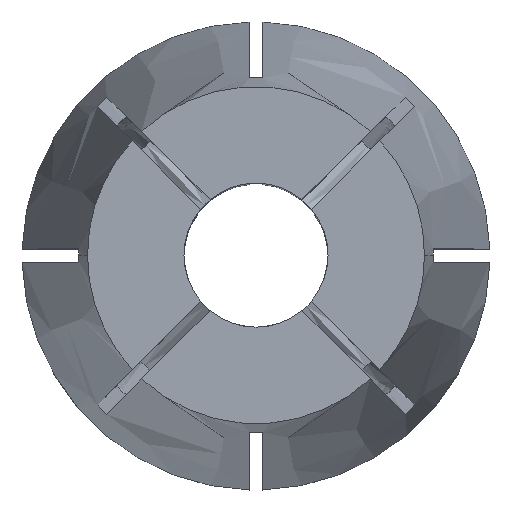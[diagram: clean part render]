
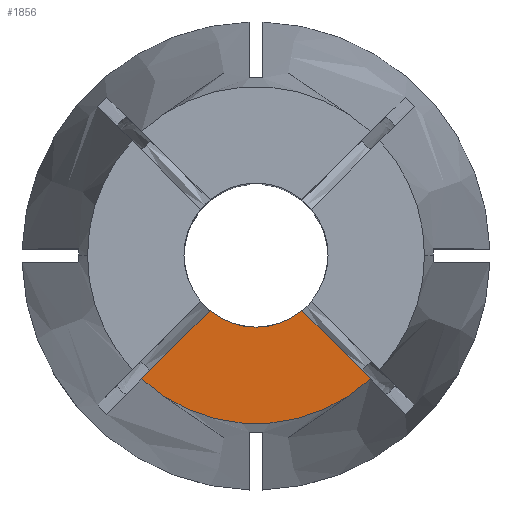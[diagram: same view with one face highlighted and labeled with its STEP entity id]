
A CAD part, top view. The second image highlights one B-rep face of the part: STEP entity #1856.
In plain terms, the highlighted planar face has unit normal (0, 0, 1).
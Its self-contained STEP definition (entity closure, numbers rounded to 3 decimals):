
#353 = DIRECTION ( 'NONE',  ( 0., 0., 1. ) ) ;
#366 = VERTEX_POINT ( 'NONE', #2197 ) ;
#531 = CARTESIAN_POINT ( 'NONE',  ( 0., 0., 0. ) ) ;
#534 = VERTEX_POINT ( 'NONE', #1977 ) ;
#627 = CARTESIAN_POINT ( 'NONE',  ( -2.551, -3.081, 0. ) ) ;
#698 = CIRCLE ( 'NONE', #1589, 9.36 ) ;
#985 = AXIS2_PLACEMENT_3D ( 'NONE', #531, #353, #1872 ) ;
#1074 = LINE ( 'NONE', #2212, #1148 ) ;
#1148 = VECTOR ( 'NONE', #2244, 1000. ) ;
#1328 = EDGE_LOOP ( 'NONE', ( #2650, #1788, #2844, #2715 ) ) ;
#1388 = CIRCLE ( 'NONE', #985, 4. ) ;
#1548 = CARTESIAN_POINT ( 'NONE',  ( 0., 0., 0. ) ) ;
#1589 = AXIS2_PLACEMENT_3D ( 'NONE', #2173, #2480, #2259 ) ;
#1645 = VERTEX_POINT ( 'NONE', #627 ) ;
#1769 = LINE ( 'NONE', #2859, #2022 ) ;
#1788 = ORIENTED_EDGE ( 'NONE', *, *, #2184, .T. ) ;
#1856 = ADVANCED_FACE ( 'NONE', ( #2196 ), #2285, .F. ) ;
#1872 = DIRECTION ( 'NONE',  ( 1., 0., 0. ) ) ;
#1971 = AXIS2_PLACEMENT_3D ( 'NONE', #1548, #2545, #2654 ) ;
#1977 = CARTESIAN_POINT ( 'NONE',  ( -6.348, -6.879, 0. ) ) ;
#2022 = VECTOR ( 'NONE', #2453, 1000. ) ;
#2071 = EDGE_CURVE ( 'NONE', #2380, #366, #1074, .T. ) ;
#2173 = CARTESIAN_POINT ( 'NONE',  ( 0., 0., 0. ) ) ;
#2184 = EDGE_CURVE ( 'NONE', #534, #2380, #698, .T. ) ;
#2196 = FACE_OUTER_BOUND ( 'NONE', #1328, .T. ) ;
#2197 = CARTESIAN_POINT ( 'NONE',  ( 2.551, -3.081, 0. ) ) ;
#2212 = CARTESIAN_POINT ( 'NONE',  ( -0.265, -0.265, 0. ) ) ;
#2244 = DIRECTION ( 'NONE',  ( -0.707, 0.707, 0. ) ) ;
#2259 = DIRECTION ( 'NONE',  ( 1., 0., 0. ) ) ;
#2285 = PLANE ( 'NONE',  #1971 ) ;
#2300 = EDGE_CURVE ( 'NONE', #534, #1645, #1769, .T. ) ;
#2380 = VERTEX_POINT ( 'NONE', #2551 ) ;
#2453 = DIRECTION ( 'NONE',  ( 0.707, 0.707, 0. ) ) ;
#2480 = DIRECTION ( 'NONE',  ( 0., 0., 1. ) ) ;
#2545 = DIRECTION ( 'NONE',  ( 0., 0., -1. ) ) ;
#2551 = CARTESIAN_POINT ( 'NONE',  ( 6.348, -6.879, 0. ) ) ;
#2645 = EDGE_CURVE ( 'NONE', #1645, #366, #1388, .T. ) ;
#2650 = ORIENTED_EDGE ( 'NONE', *, *, #2300, .F. ) ;
#2654 = DIRECTION ( 'NONE',  ( -1., 0., 0. ) ) ;
#2715 = ORIENTED_EDGE ( 'NONE', *, *, #2645, .F. ) ;
#2844 = ORIENTED_EDGE ( 'NONE', *, *, #2071, .T. ) ;
#2859 = CARTESIAN_POINT ( 'NONE',  ( 0.265, -0.265, 0. ) ) ;
